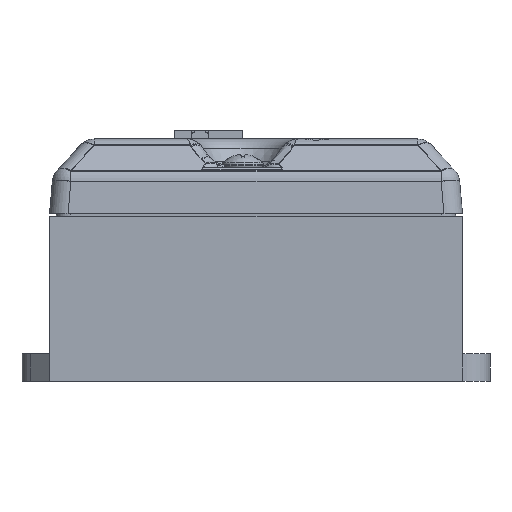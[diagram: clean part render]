
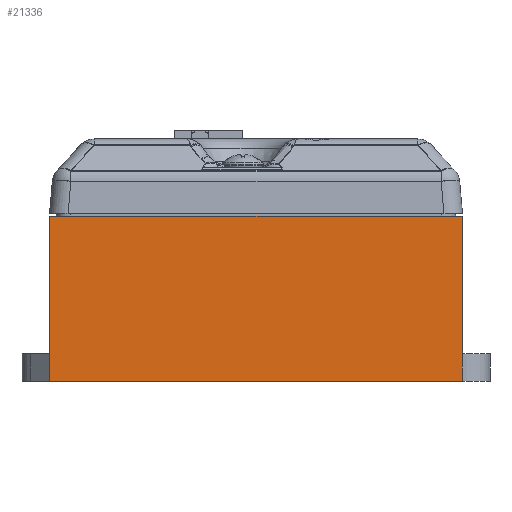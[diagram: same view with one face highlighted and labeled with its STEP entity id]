
A CAD part, left-side view. The second image highlights one B-rep face of the part: STEP entity #21336.
In plain terms, the highlighted planar face has unit normal (-1, 0, 0).
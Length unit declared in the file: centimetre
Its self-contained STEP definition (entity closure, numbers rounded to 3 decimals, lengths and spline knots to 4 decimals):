
#2000=FACE_OUTER_BOUND('',#3294,.T.);
#3294=EDGE_LOOP('',(#14684,#14685,#14686,#14687,#14688));
#4792=LINE('',#31250,#6946);
#4797=LINE('',#31264,#6951);
#4894=LINE('',#31482,#7048);
#4899=LINE('',#31490,#7053);
#4900=LINE('',#31491,#7054);
#6946=VECTOR('',#24940,1.);
#6951=VECTOR('',#24955,1.);
#7048=VECTOR('',#25154,1.);
#7053=VECTOR('',#25163,1.);
#7054=VECTOR('',#25164,1.);
#9089=VERTEX_POINT('',#31246);
#9090=VERTEX_POINT('',#31248);
#9094=VERTEX_POINT('',#31262);
#9163=VERTEX_POINT('',#31479);
#9164=VERTEX_POINT('',#31481);
#11196=EDGE_CURVE('',#9089,#9090,#4792,.T.);
#11203=EDGE_CURVE('',#9090,#9094,#4797,.T.);
#11311=EDGE_CURVE('',#9163,#9164,#4894,.T.);
#11316=EDGE_CURVE('',#9089,#9163,#4899,.T.);
#11317=EDGE_CURVE('',#9164,#9094,#4900,.T.);
#14684=ORIENTED_EDGE('',*,*,#11316,.F.);
#14685=ORIENTED_EDGE('',*,*,#11196,.T.);
#14686=ORIENTED_EDGE('',*,*,#11203,.T.);
#14687=ORIENTED_EDGE('',*,*,#11317,.F.);
#14688=ORIENTED_EDGE('',*,*,#11311,.F.);
#20610=PLANE('',#22710);
#21336=ADVANCED_FACE('',(#2000),#20610,.T.);
#22710=AXIS2_PLACEMENT_3D('',#31489,#25161,#25162);
#24940=DIRECTION('',(0.,0.,1.));
#24955=DIRECTION('',(0.,0.,1.));
#25154=DIRECTION('',(0.,0.,1.));
#25161=DIRECTION('center_axis',(-1.,0.,0.));
#25162=DIRECTION('ref_axis',(0.,-1.,0.));
#25163=DIRECTION('',(0.,1.,0.));
#25164=DIRECTION('',(0.,-1.,0.));
#31246=CARTESIAN_POINT('',(-2.28,-1.57,0.));
#31248=CARTESIAN_POINT('',(-2.28,-1.57,0.2));
#31250=CARTESIAN_POINT('',(-2.28,-1.57,0.));
#31262=CARTESIAN_POINT('',(-2.28,-1.57,1.2));
#31264=CARTESIAN_POINT('',(-2.28,-1.57,0.));
#31479=CARTESIAN_POINT('',(-2.28,1.43,0.));
#31481=CARTESIAN_POINT('',(-2.28,1.43,1.2));
#31482=CARTESIAN_POINT('',(-2.28,1.43,0.));
#31489=CARTESIAN_POINT('Origin',(-2.28,1.43,0.));
#31490=CARTESIAN_POINT('',(-2.28,-1.57,0.));
#31491=CARTESIAN_POINT('',(-2.28,-1.57,1.2));
